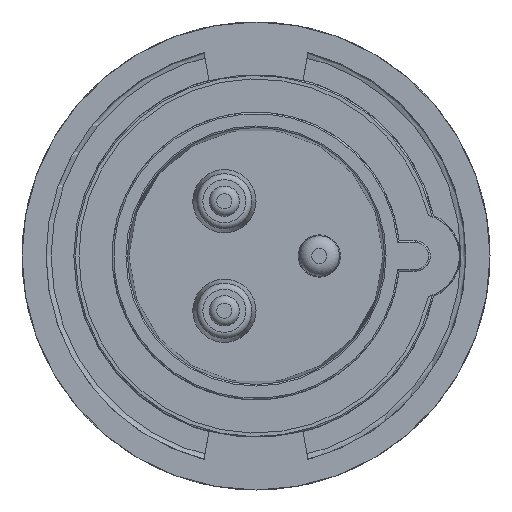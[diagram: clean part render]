
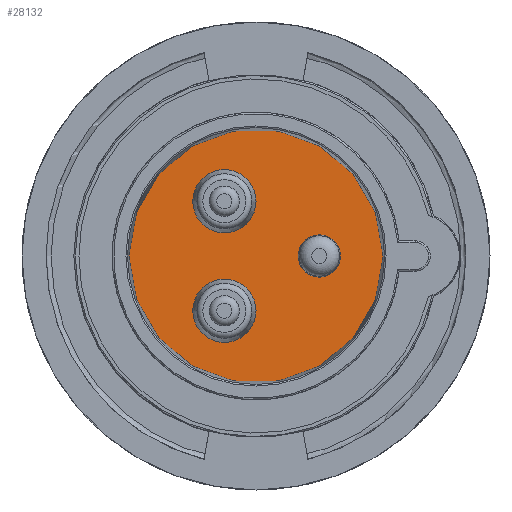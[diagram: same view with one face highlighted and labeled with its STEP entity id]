
A CAD part, left-side view. The second image highlights one B-rep face of the part: STEP entity #28132.
In plain terms, the highlighted planar face has unit normal (-1, 0, 0).
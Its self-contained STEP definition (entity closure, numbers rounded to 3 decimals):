
#319 = CARTESIAN_POINT ( 'NONE',  ( -3., 0., 0. ) ) ;
#331 = DIRECTION ( 'NONE',  ( 0., -1., 0. ) ) ;
#516 = EDGE_CURVE ( 'NONE', #8038, #8038, #14027, .T. ) ;
#947 = ORIENTED_EDGE ( 'NONE', *, *, #27055, .F. ) ;
#1108 = VERTEX_POINT ( 'NONE', #30876 ) ;
#2630 = EDGE_CURVE ( 'NONE', #7171, #7171, #17844, .T. ) ;
#3091 = DIRECTION ( 'NONE',  ( 0., 1., 0. ) ) ;
#3652 = DIRECTION ( 'NONE',  ( 1., 0., 0. ) ) ;
#5074 = AXIS2_PLACEMENT_3D ( 'NONE', #33663, #16932, #331 ) ;
#5212 = CARTESIAN_POINT ( 'NONE',  ( -3., 6.25, -10.825 ) ) ;
#5425 = CARTESIAN_POINT ( 'NONE',  ( -3., 12.5, -10.825 ) ) ;
#6649 = FACE_BOUND ( 'NONE', #14548, .T. ) ;
#7171 = VERTEX_POINT ( 'NONE', #36107 ) ;
#7842 = CARTESIAN_POINT ( 'NONE',  ( -3., 6.25, 10.825 ) ) ;
#7974 = DIRECTION ( 'NONE',  ( 0., 1., 0. ) ) ;
#8038 = VERTEX_POINT ( 'NONE', #5425 ) ;
#8102 = EDGE_LOOP ( 'NONE', ( #947 ) ) ;
#8382 = AXIS2_PLACEMENT_3D ( 'NONE', #20327, #3652, #23133 ) ;
#8411 = DIRECTION ( 'NONE',  ( 1., 0., 0. ) ) ;
#10655 = DIRECTION ( 'NONE',  ( 0., 1., 0. ) ) ;
#13043 = CIRCLE ( 'NONE', #5074, 4.181 ) ;
#13157 = FACE_BOUND ( 'NONE', #28224, .T. ) ;
#14025 = PLANE ( 'NONE',  #33255 ) ;
#14027 = CIRCLE ( 'NONE', #28230, 6.25 ) ;
#14548 = EDGE_LOOP ( 'NONE', ( #35456 ) ) ;
#14940 = CIRCLE ( 'NONE', #20388, 6.25 ) ;
#16932 = DIRECTION ( 'NONE',  ( -1., 0., 0. ) ) ;
#17243 = ORIENTED_EDGE ( 'NONE', *, *, #2630, .F. ) ;
#17844 = CIRCLE ( 'NONE', #8382, 25.05 ) ;
#19179 = ORIENTED_EDGE ( 'NONE', *, *, #516, .F. ) ;
#19636 = CARTESIAN_POINT ( 'NONE',  ( -3., 12.5, 10.825 ) ) ;
#19701 = FACE_BOUND ( 'NONE', #8102, .T. ) ;
#20327 = CARTESIAN_POINT ( 'NONE',  ( -3., 0., 0. ) ) ;
#20388 = AXIS2_PLACEMENT_3D ( 'NONE', #7842, #27391, #10655 ) ;
#23133 = DIRECTION ( 'NONE',  ( 0., 1., 0. ) ) ;
#24153 = VERTEX_POINT ( 'NONE', #19636 ) ;
#24687 = DIRECTION ( 'NONE',  ( -1., 0., 0. ) ) ;
#27055 = EDGE_CURVE ( 'NONE', #24153, #24153, #14940, .T. ) ;
#27144 = FACE_OUTER_BOUND ( 'NONE', #35176, .T. ) ;
#27391 = DIRECTION ( 'NONE',  ( -1., 0., 0. ) ) ;
#28132 = ADVANCED_FACE ( 'NONE', ( #13157, #19701, #27144, #6649 ), #14025, .F. ) ;
#28224 = EDGE_LOOP ( 'NONE', ( #19179 ) ) ;
#28230 = AXIS2_PLACEMENT_3D ( 'NONE', #5212, #24687, #7974 ) ;
#30876 = CARTESIAN_POINT ( 'NONE',  ( -3., -16.681, 0. ) ) ;
#31264 = EDGE_CURVE ( 'NONE', #1108, #1108, #13043, .T. ) ;
#33255 = AXIS2_PLACEMENT_3D ( 'NONE', #319, #8411, #3091 ) ;
#33663 = CARTESIAN_POINT ( 'NONE',  ( -3., -12.5, 0. ) ) ;
#35176 = EDGE_LOOP ( 'NONE', ( #17243 ) ) ;
#35456 = ORIENTED_EDGE ( 'NONE', *, *, #31264, .F. ) ;
#36107 = CARTESIAN_POINT ( 'NONE',  ( -3., 25.05, 0. ) ) ;
